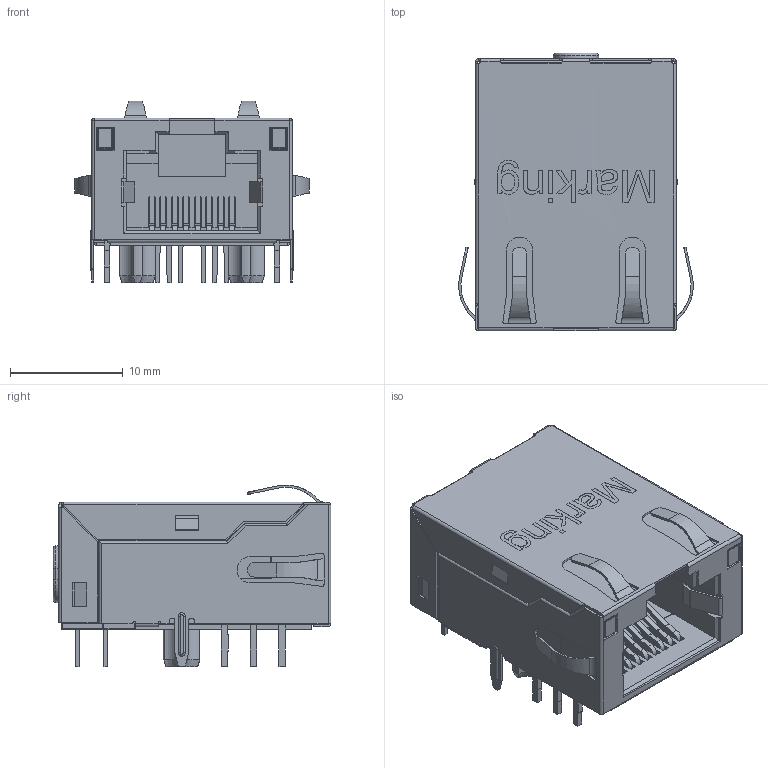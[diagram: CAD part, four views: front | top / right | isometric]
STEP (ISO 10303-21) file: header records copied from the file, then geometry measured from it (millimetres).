
FILE_DESCRIPTION(/* description */ ('Unknown'),/* implementation_level */ '2;1');
FILE_NAME(/* name */ 'T_Wurth_WE-RJ45LAN_10G_7499611420',/* time_stamp */ '2025-08-20T16:21:00+08:00',/* author */ ('Unknown'),/* organization */ ('Unknown'),/* preprocessor_version */ 'ST-DEVELOPER v19.4',/* originating_system */ 'Solid Edge',/* authorisation */ 'Unknown');
FILE_SCHEMA (('AUTOMOTIVE_DESIGN {1 0 10303 214 3 1 1}'));
Products named in the file (2): T_Wurth_WE-RJ45LAN_10G_7499611420
Assembly tree (1 placements, depth 2):
  T_Wurth_WE-RJ45LAN_10G_7499611420
    T_Wurth_WE-RJ45LAN_10G_7499611420
Bounding box: 20.77 x 24.6 x 16.1 mm (x, y, z)
Volume: 2448.3 mm3; surface area: 8479.3 mm2
Topology: 33 solids, 33 shells, 2312 faces, 6219 edges, 3971 vertices
Faces by surface type: plane 1711, cylinder 503, bspline 42, cone 20, torus 18, sphere 18
Full cylindrical faces by diameter (mm): 0.82 x2, 0.84 x2
Entity records: 76101 total; most frequent: CARTESIAN_POINT 13888, ORIENTED_EDGE 12384, DIRECTION 11484, EDGE_CURVE 6192, LINE 5024, VECTOR 5024, VERTEX_POINT 3969, AXIS2_PLACEMENT_3D 3230
